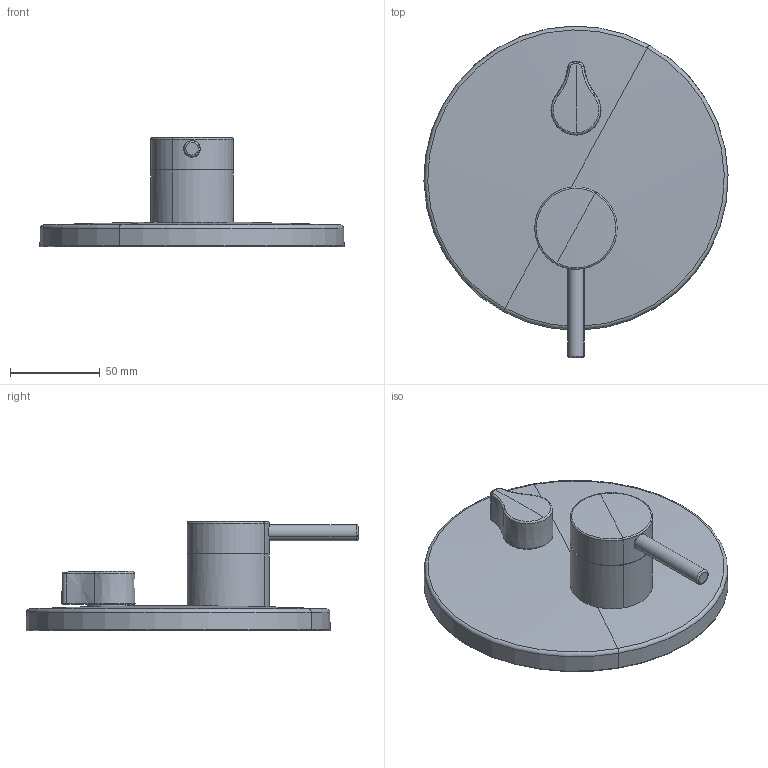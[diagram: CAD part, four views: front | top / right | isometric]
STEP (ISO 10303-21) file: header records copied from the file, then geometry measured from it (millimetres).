
FILE_DESCRIPTION (( 'STEP AP203' ), '1' );
FILE_NAME ('81113583(2018).STEP', '2018-11-10T08:56:02', ( '' ), ( '' ), 'SwSTEP 2.0', 'SolidWorks 2016', '' );
FILE_SCHEMA (( 'CONFIG_CONTROL_DESIGN' ));
Length unit declared in the file: millimetre
Products named in the file (1): 81113583(2018)
Bounding box: 169.95 x 185.48 x 61 mm (x, y, z)
Volume: 390529.4 mm3; surface area: 62123.6 mm2
Topology: 1 solids, 1 shells, 57 faces, 125 edges, 76 vertices
Faces by surface type: torus 20, cylinder 13, cone 7, plane 7, sphere 6, bspline 4
Entity records: 2055 total; most frequent: CARTESIAN_POINT 695, DIRECTION 304, ORIENTED_EDGE 250, AXIS2_PLACEMENT_3D 141, EDGE_CURVE 125, CIRCLE 87, VERTEX_POINT 76, EDGE_LOOP 63
